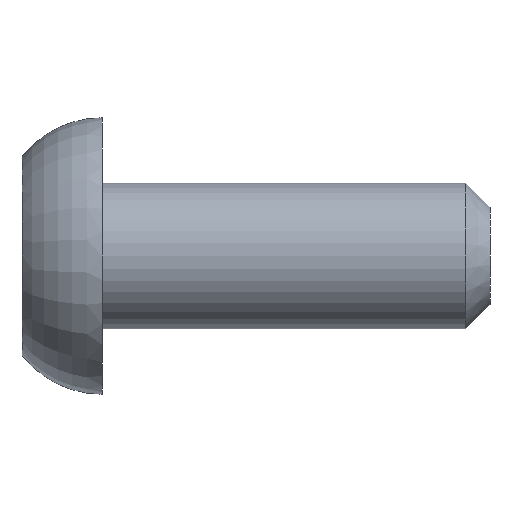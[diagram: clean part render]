
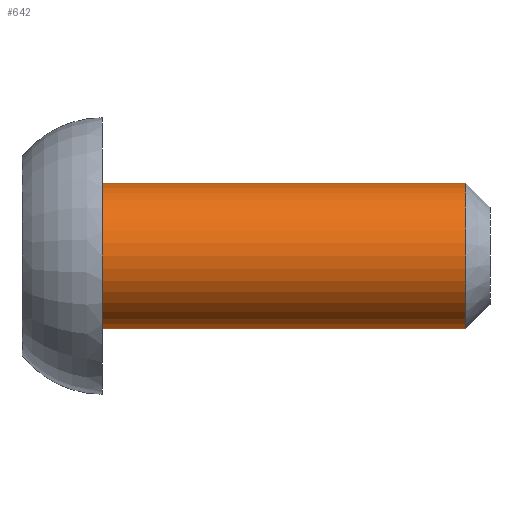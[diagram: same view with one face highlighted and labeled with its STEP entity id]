
A CAD part, front view. The second image highlights one B-rep face of the part: STEP entity #642.
In plain terms, the highlighted cylindrical face has radius 1.5 mm (diameter 3 mm), a partial arc.
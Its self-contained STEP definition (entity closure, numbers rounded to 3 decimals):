
#30 = FACE_OUTER_BOUND ( 'NONE', #99, .T. ) ;
#79 = CARTESIAN_POINT ( 'NONE',  ( -0.5, 0., -1.5 ) ) ;
#97 = VECTOR ( 'NONE', #263, 1000. ) ;
#99 = EDGE_LOOP ( 'NONE', ( #805, #329, #248, #334 ) ) ;
#113 = CIRCLE ( 'NONE', #230, 1.5 ) ;
#159 = EDGE_CURVE ( 'NONE', #498, #652, #760, .T. ) ;
#220 = CARTESIAN_POINT ( 'NONE',  ( -0.5, 0., 1.5 ) ) ;
#229 = DIRECTION ( 'NONE',  ( 0., 0., 1. ) ) ;
#230 = AXIS2_PLACEMENT_3D ( 'NONE', #324, #393, #593 ) ;
#235 = LINE ( 'NONE', #832, #462 ) ;
#248 = ORIENTED_EDGE ( 'NONE', *, *, #159, .T. ) ;
#263 = DIRECTION ( 'NONE',  ( -1., 0., 0. ) ) ;
#324 = CARTESIAN_POINT ( 'NONE',  ( -8., 0., 0. ) ) ;
#329 = ORIENTED_EDGE ( 'NONE', *, *, #842, .T. ) ;
#330 = AXIS2_PLACEMENT_3D ( 'NONE', #762, #492, #229 ) ;
#334 = ORIENTED_EDGE ( 'NONE', *, *, #528, .F. ) ;
#351 = CIRCLE ( 'NONE', #330, 1.5 ) ;
#390 = AXIS2_PLACEMENT_3D ( 'NONE', #665, #730, #531 ) ;
#393 = DIRECTION ( 'NONE',  ( -1., 0., 0. ) ) ;
#449 = CARTESIAN_POINT ( 'NONE',  ( -9.65, 0., 1.5 ) ) ;
#460 = DIRECTION ( 'NONE',  ( -1., 0., 0. ) ) ;
#462 = VECTOR ( 'NONE', #460, 1000. ) ;
#492 = DIRECTION ( 'NONE',  ( -1., 0., 0. ) ) ;
#493 = CYLINDRICAL_SURFACE ( 'NONE', #390, 1.5 ) ;
#498 = VERTEX_POINT ( 'NONE', #220 ) ;
#528 = EDGE_CURVE ( 'NONE', #699, #652, #113, .T. ) ;
#531 = DIRECTION ( 'NONE',  ( 0., 0., 1. ) ) ;
#540 = CARTESIAN_POINT ( 'NONE',  ( -8., 0., -1.5 ) ) ;
#543 = CARTESIAN_POINT ( 'NONE',  ( -8., 0., 1.5 ) ) ;
#593 = DIRECTION ( 'NONE',  ( 0., 0., 1. ) ) ;
#607 = EDGE_CURVE ( 'NONE', #874, #699, #235, .T. ) ;
#642 = ADVANCED_FACE ( 'NONE', ( #30 ), #493, .T. ) ;
#652 = VERTEX_POINT ( 'NONE', #543 ) ;
#665 = CARTESIAN_POINT ( 'NONE',  ( -9.65, 0., 0. ) ) ;
#699 = VERTEX_POINT ( 'NONE', #540 ) ;
#730 = DIRECTION ( 'NONE',  ( -1., 0., 0. ) ) ;
#760 = LINE ( 'NONE', #449, #97 ) ;
#762 = CARTESIAN_POINT ( 'NONE',  ( -0.5, 0., 0. ) ) ;
#805 = ORIENTED_EDGE ( 'NONE', *, *, #607, .F. ) ;
#832 = CARTESIAN_POINT ( 'NONE',  ( -9.65, 0., -1.5 ) ) ;
#842 = EDGE_CURVE ( 'NONE', #874, #498, #351, .T. ) ;
#874 = VERTEX_POINT ( 'NONE', #79 ) ;
